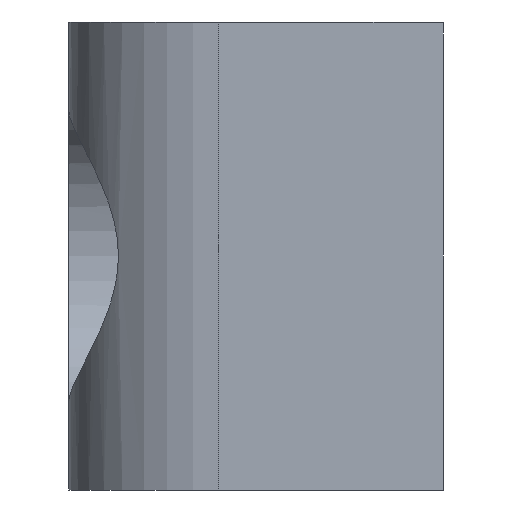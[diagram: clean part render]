
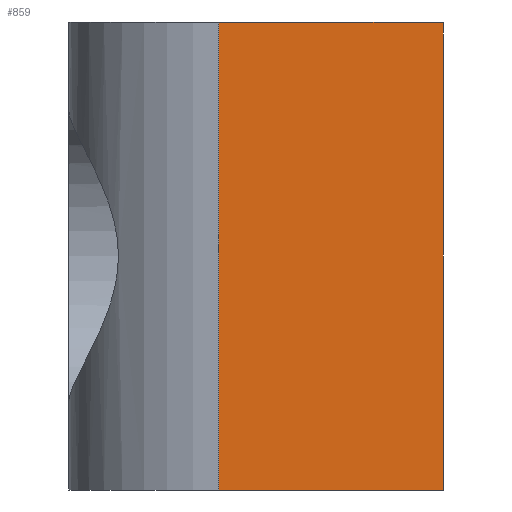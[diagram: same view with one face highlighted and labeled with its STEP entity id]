
A CAD part, left-side view. The second image highlights one B-rep face of the part: STEP entity #859.
In plain terms, the highlighted planar face has unit normal (-1, 0, 0).
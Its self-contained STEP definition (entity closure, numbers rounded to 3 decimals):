
#59=PLANE('',#972);
#93=FACE_OUTER_BOUND('',#157,.T.);
#157=EDGE_LOOP('',(#731,#732,#733,#734));
#229=LINE('',#1310,#289);
#240=LINE('',#1343,#300);
#248=LINE('',#1406,#308);
#273=LINE('',#1515,#333);
#289=VECTOR('',#1005,10.);
#300=VECTOR('',#1030,10.);
#308=VECTOR('',#1070,10.);
#333=VECTOR('',#1197,10.);
#354=VERTEX_POINT('',#1307);
#355=VERTEX_POINT('',#1309);
#370=VERTEX_POINT('',#1341);
#385=VERTEX_POINT('',#1405);
#430=EDGE_CURVE('',#354,#355,#229,.T.);
#447=EDGE_CURVE('',#354,#370,#240,.T.);
#468=EDGE_CURVE('',#355,#385,#248,.T.);
#524=EDGE_CURVE('',#370,#385,#273,.T.);
#731=ORIENTED_EDGE('',*,*,#430,.F.);
#732=ORIENTED_EDGE('',*,*,#447,.T.);
#733=ORIENTED_EDGE('',*,*,#524,.T.);
#734=ORIENTED_EDGE('',*,*,#468,.F.);
#859=ADVANCED_FACE('',(#93),#59,.T.);
#972=AXIS2_PLACEMENT_3D('',#1535,#1220,#1221);
#1005=DIRECTION('',(0.,0.,1.));
#1030=DIRECTION('',(0.,-1.,0.));
#1070=DIRECTION('',(0.,-1.,0.));
#1197=DIRECTION('',(0.,0.,1.));
#1220=DIRECTION('center_axis',(-1.,0.,0.));
#1221=DIRECTION('ref_axis',(0.,-1.,0.));
#1307=CARTESIAN_POINT('',(0.,61.,0.));
#1309=CARTESIAN_POINT('',(0.,61.,12.5));
#1310=CARTESIAN_POINT('',(0.,61.,0.));
#1341=CARTESIAN_POINT('',(0.,55.,0.));
#1343=CARTESIAN_POINT('',(0.,65.,0.));
#1405=CARTESIAN_POINT('',(0.,55.,12.5));
#1406=CARTESIAN_POINT('',(0.,65.,12.5));
#1515=CARTESIAN_POINT('',(0.,55.,3.125));
#1535=CARTESIAN_POINT('Origin',(0.,65.,0.));
